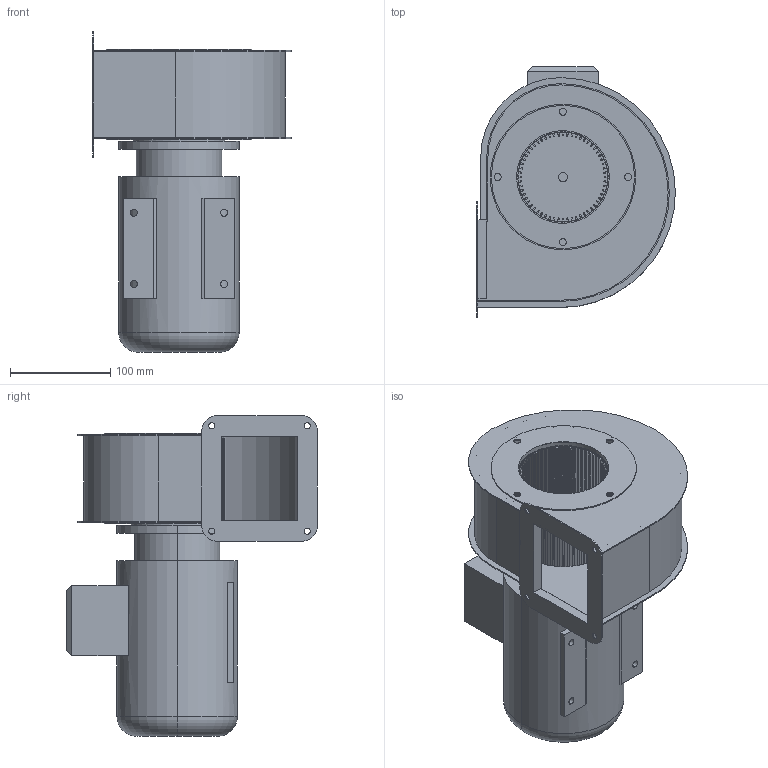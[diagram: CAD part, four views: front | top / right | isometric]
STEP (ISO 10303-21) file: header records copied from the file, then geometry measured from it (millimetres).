
FILE_DESCRIPTION (( 'STEP AP203' ), '1' );
FILE_NAME ('Assieme DIC 100 AT.STEP', '2022-03-04T15:21:58', ( '' ), ( '' ), 'SwSTEP 2.0', 'SolidWorks 2018', '' );
FILE_SCHEMA (( 'CONFIG_CONTROL_DESIGN' ));
Length unit declared in the file: millimetre
Products named in the file (3): 5MO2212; Assieme DIC 100 AT; DIC_100 AT
Assembly tree (2 placements, depth 2):
  Assieme DIC 100 AT
    5MO2212
    DIC_100 AT
Bounding box: 198 x 249.5 x 319.3 mm (x, y, z)
Volume: 2734451.3 mm3; surface area: 489647.6 mm2
Topology: 2 solids, 2 shells, 1678 faces, 4107 edges, 2296 vertices
Faces by surface type: plane 659, cylinder 542, torus 211, sphere 146, bspline 120
Entity records: 53474 total; most frequent: CARTESIAN_POINT 15087, DIRECTION 8426, ORIENTED_EDGE 7682, EDGE_CURVE 3841, AXIS2_PLACEMENT_3D 3282, VERTEX_POINT 2296, VECTOR 1862, LINE 1862
